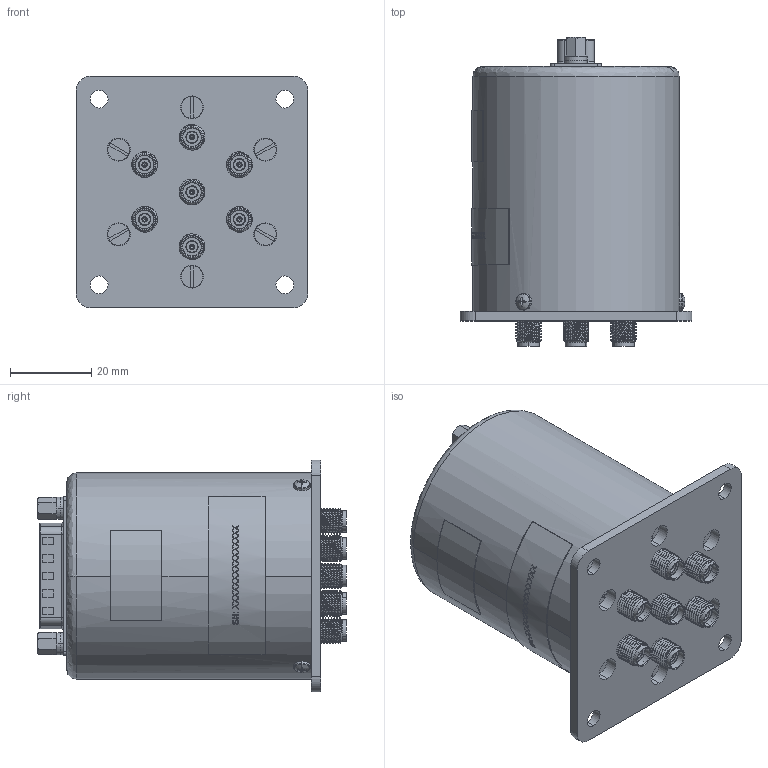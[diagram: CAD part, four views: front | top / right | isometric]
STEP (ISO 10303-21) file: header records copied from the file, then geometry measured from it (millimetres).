
FILE_DESCRIPTION (( 'STEP AP214' ), '1' );
FILE_NAME ('FMSW6572_3D.step', '2023-02-17T21:47:11', ( '' ), ( '' ), 'SwSTEP 2.0', 'SolidWorks 2022', '' );
FILE_SCHEMA (( 'AUTOMOTIVE_DESIGN' ));
Length unit declared in the file: inch
Products named in the file (10): K16029002_3; A16L24Y01-CST_5; A16L61008_-001_6; K16L20; A12075Y04_-203_5; 15P+H2.375+D2_2; 15P mela-D-SUB CUP 172E-015-103_5; K16L21006_defeature_1; A12066001-e360_8; FMSW6572_3D
Assembly tree (25 placements, depth 3):
  FMSW6572_3D
    K16L20
      K16L21006_defeature_1
      A16L24Y01-CST_5  x8
      K16029002_3  x7
    A12075Y04_-203_5  x3
    15P+H2.375+D2_2
      A16L61008_-001_6
      15P mela-D-SUB CUP 172E-015-103_5
      A12066001-e360_8  x2
Bounding box: 57.15 x 76.07 x 57.15 mm (x, y, z)
Volume: 24582.8 mm3; surface area: 38860.3 mm2
Topology: 41 solids, 41 shells, 1958 faces, 4819 edges, 3108 vertices
Faces by surface type: cylinder 720, plane 659, bspline 430, cone 149
Entity records: 49245 total; most frequent: CARTESIAN_POINT 20096, ORIENTED_EDGE 5710, DIRECTION 4152, EDGE_CURVE 2855, VERTEX_POINT 1849, AXIS2_PLACEMENT_3D 1579, EDGE_LOOP 1294, FACE_OUTER_BOUND 1145
